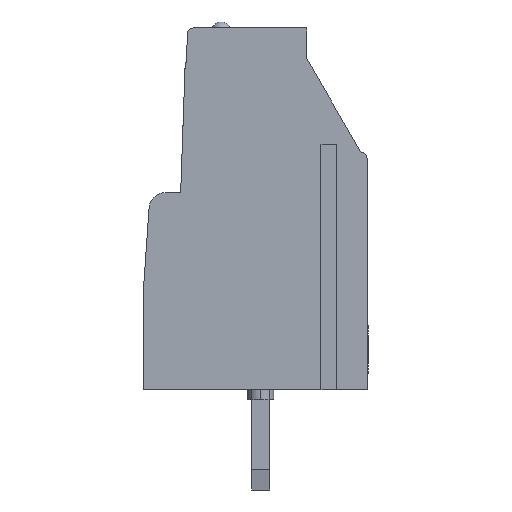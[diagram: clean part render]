
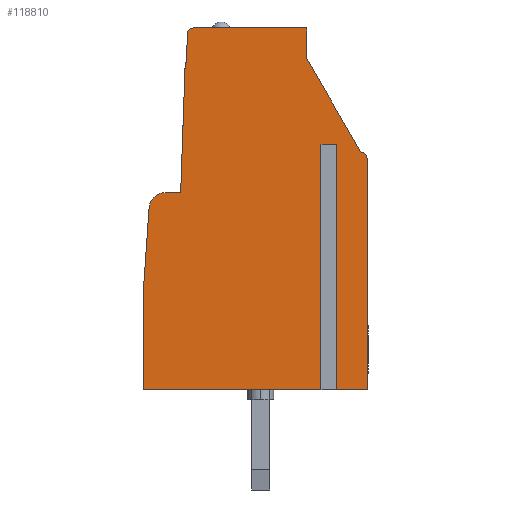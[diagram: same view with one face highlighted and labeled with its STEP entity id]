
A CAD part, left-side view. The second image highlights one B-rep face of the part: STEP entity #118810.
In plain terms, the highlighted planar face has unit normal (-1, 0, 0).
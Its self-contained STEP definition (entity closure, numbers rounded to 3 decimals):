
#30460=CARTESIAN_POINT('',(0.,9.053,
16.298));
#30470=VERTEX_POINT('',#30460);
#30500=CARTESIAN_POINT('',(0.,9.334,
8.262));
#30510=DIRECTION('',(0.,-0.035,0.999));
#30520=VECTOR('',#30510,1.);
#30530=LINE('',#30500,#30520);
#30540=CARTESIAN_POINT('',(0.,9.28,
9.8));
#30550=VERTEX_POINT('',#30540);
#30560=EDGE_CURVE('',#30550,#30470,#30530,.T.);
#104500=CARTESIAN_POINT('',(0.,2.107,
12.2));
#104510=VERTEX_POINT('',#104500);
#104540=CARTESIAN_POINT('',(0.,0.693,
12.2));
#104550=DIRECTION('',(0.,1.,0.));
#104560=VECTOR('',#104550,1.);
#104570=LINE('',#104540,#104560);
#104580=CARTESIAN_POINT('',(0.,1.693,
12.2));
#104590=VERTEX_POINT('',#104580);
#104600=EDGE_CURVE('',#104590,#104510,#104570,.T.);
#106180=CARTESIAN_POINT('',(0.,10.851,
9.055));
#106190=VERTEX_POINT('',#106180);
#106220=CARTESIAN_POINT('',(0.,11.279,
2.875));
#106230=DIRECTION('',(0.,-0.069,0.998));
#106240=VECTOR('',#106230,1.);
#106250=LINE('',#106220,#106240);
#106260=CARTESIAN_POINT('',(0.,11.12,
5.17));
#106270=VERTEX_POINT('',#106260);
#106280=EDGE_CURVE('',#106270,#106190,#106250,.T.);
#106550=CARTESIAN_POINT('',(0.,8.993,
16.296));
#106560=VERTEX_POINT('',#106550);
#106890=CARTESIAN_POINT('',(0.,8.944,
17.71));
#106900=VERTEX_POINT('',#106890);
#106930=CARTESIAN_POINT('',(0.,9.25,
8.941));
#106940=DIRECTION('',(0.,0.035,-0.999));
#106950=VECTOR('',#106940,1.);
#106960=LINE('',#106930,#106950);
#106970=EDGE_CURVE('',#106900,#106560,#106960,.T.);
#107200=CARTESIAN_POINT('',(0.,1.693,
0.));
#107210=VERTEX_POINT('',#107200);
#107310=CARTESIAN_POINT('',(0.,1.693,
6.071));
#107320=DIRECTION('',(0.,0.,-1.));
#107330=VECTOR('',#107320,1.);
#107340=LINE('',#107310,#107330);
#107350=EDGE_CURVE('',#104590,#107210,#107340,.T.);
#108360=CARTESIAN_POINT('',(0.,0.,
5.717));
#108370=DIRECTION('',(0.,0.,-1.));
#108380=VECTOR('',#108370,1.);
#108390=LINE('',#108360,#108380);
#108400=CARTESIAN_POINT('',(0.,0.,
11.5));
#108410=VERTEX_POINT('',#108400);
#108420=CARTESIAN_POINT('',(0.,0.,
0.));
#108430=VERTEX_POINT('',#108420);
#108440=EDGE_CURVE('',#108410,#108430,#108390,.T.);
#108790=CARTESIAN_POINT('',(0.,3.,
16.477));
#108800=VERTEX_POINT('',#108790);
#108830=CARTESIAN_POINT('',(0.,3.,
8.918));
#108840=DIRECTION('',(0.,0.,-1.));
#108850=VECTOR('',#108840,1.);
#108860=LINE('',#108830,#108850);
#108870=CARTESIAN_POINT('',(0.,3.,18.))
;
#108880=VERTEX_POINT('',#108870);
#108890=EDGE_CURVE('',#108880,#108800,#108860,.T.);
#111950=CARTESIAN_POINT('',(0.,8.644,18.))
;
#111960=VERTEX_POINT('',#111950);
#111990=CARTESIAN_POINT('',(0.,8.644,17.7)
);
#112000=DIRECTION('',(1.,0.,0.));
#112010=DIRECTION('',(0.,-1.,0.));
#112020=AXIS2_PLACEMENT_3D('',#111990,#112000,#112010);
#112030=CIRCLE('',#112020,0.3);
#112040=EDGE_CURVE('',#106900,#111960,#112030,.T.);
#114730=CARTESIAN_POINT('',(0.,11.12,
0.));
#114740=VERTEX_POINT('',#114730);
#114770=CARTESIAN_POINT('',(0.,-0.111,
0.));
#114780=DIRECTION('',(0.,1.,0.));
#114790=VECTOR('',#114780,1.);
#114800=LINE('',#114770,#114790);
#114810=CARTESIAN_POINT('',(0.,2.107,
0.));
#114820=VERTEX_POINT('',#114810);
#114830=EDGE_CURVE('',#114820,#114740,#114800,.T.);
#115160=CARTESIAN_POINT('',(0.,-0.111,
0.));
#115170=DIRECTION('',(0.,1.,0.));
#115180=VECTOR('',#115170,1.);
#115190=LINE('',#115160,#115180);
#115200=EDGE_CURVE('',#108430,#107210,#115190,.T.);
#116760=CARTESIAN_POINT('',(0.,10.053,
9.));
#116770=DIRECTION('',(1.,0.,0.));
#116780=DIRECTION('',(0.,1.,0.));
#116790=AXIS2_PLACEMENT_3D('',#116760,#116770,#116780);
#116800=CIRCLE('',#116790,0.8);
#116810=CARTESIAN_POINT('',(0.,10.053,
9.8));
#116820=VERTEX_POINT('',#116810);
#116830=EDGE_CURVE('',#106190,#116820,#116800,.T.);
#118010=CARTESIAN_POINT('',(0.,0.3,11.5
));
#118020=DIRECTION('',(1.,0.,0.));
#118030=DIRECTION('',(0.,-1.,0.));
#118040=AXIS2_PLACEMENT_3D('',#118010,#118020,#118030);
#118050=CIRCLE('',#118040,0.3);
#118060=CARTESIAN_POINT('',(0.,0.3,11.8
));
#118070=VERTEX_POINT('',#118060);
#118080=EDGE_CURVE('',#118070,#108410,#118050,.T.);
#118260=CARTESIAN_POINT('',(0.,-0.111,
-0.18));
#118270=DIRECTION('',(-1.,0.,0.));
#118280=DIRECTION('',(0.,0.,1.));
#118290=AXIS2_PLACEMENT_3D('',#118260,#118270,#118280);
#118300=PLANE('',#118290);
#118310=ORIENTED_EDGE('',*,*,#106280,.F.);
#118320=ORIENTED_EDGE('',*,*,#116830,.F.);
#118330=CARTESIAN_POINT('',(0.,4.581,
9.8));
#118340=DIRECTION('',(0.,1.,0.));
#118350=VECTOR('',#118340,1.);
#118360=LINE('',#118330,#118350);
#118370=EDGE_CURVE('',#30550,#116820,#118360,.T.);
#118380=ORIENTED_EDGE('',*,*,#118370,.T.);
#118390=ORIENTED_EDGE('',*,*,#30560,.F.);
#118400=CARTESIAN_POINT('',(0.,4.124,
16.126));
#118410=DIRECTION('',(0.,0.999,0.035));
#118420=VECTOR('',#118410,1.);
#118430=LINE('',#118400,#118420);
#118440=EDGE_CURVE('',#106560,#30470,#118430,.T.);
#118450=ORIENTED_EDGE('',*,*,#118440,.T.);
#118460=ORIENTED_EDGE('',*,*,#106970,.T.);
#118470=ORIENTED_EDGE('',*,*,#112040,.F.);
#118480=CARTESIAN_POINT('',(0.,1.416,18.))
;
#118490=DIRECTION('',(0.,1.,0.));
#118500=VECTOR('',#118490,1.);
#118510=LINE('',#118480,#118500);
#118520=EDGE_CURVE('',#108880,#111960,#118510,.T.);
#118530=ORIENTED_EDGE('',*,*,#118520,.T.);
#118540=ORIENTED_EDGE('',*,*,#108890,.F.);
#118550=CARTESIAN_POINT('',(0.,-2.359,
7.195));
#118560=DIRECTION('',(0.,0.5,0.866));
#118570=VECTOR('',#118560,1.);
#118580=LINE('',#118550,#118570);
#118590=EDGE_CURVE('',#118070,#108800,#118580,.T.);
#118600=ORIENTED_EDGE('',*,*,#118590,.T.);
#118610=ORIENTED_EDGE('',*,*,#118080,.F.);
#118620=ORIENTED_EDGE('',*,*,#108440,.F.);
#118630=ORIENTED_EDGE('',*,*,#115200,.F.);
#118640=ORIENTED_EDGE('',*,*,#107350,.T.);
#118650=ORIENTED_EDGE('',*,*,#104600,.F.);
#118660=CARTESIAN_POINT('',(0.,2.107,
-0.151));
#118670=DIRECTION('',(0.,0.,-1.));
#118680=VECTOR('',#118670,1.);
#118690=LINE('',#118660,#118680);
#118700=EDGE_CURVE('',#104510,#114820,#118690,.T.);
#118710=ORIENTED_EDGE('',*,*,#118700,.F.);
#118720=ORIENTED_EDGE('',*,*,#114830,.F.);
#118730=CARTESIAN_POINT('',(0.,11.12,
-0.116));
#118740=DIRECTION('',(0.,0.,-1.));
#118750=VECTOR('',#118740,1.);
#118760=LINE('',#118730,#118750);
#118770=EDGE_CURVE('',#106270,#114740,#118760,.T.);
#118780=ORIENTED_EDGE('',*,*,#118770,.T.);
#118790=EDGE_LOOP('',(#118780,#118720,#118710,#118650,#118640,#118630,
#118620,#118610,#118600,#118540,#118530,#118470,#118460,#118450,#118390,
#118380,#118320,#118310));
#118800=FACE_OUTER_BOUND('',#118790,.T.);
#118810=ADVANCED_FACE('',(#118800),#118300,.T.);
